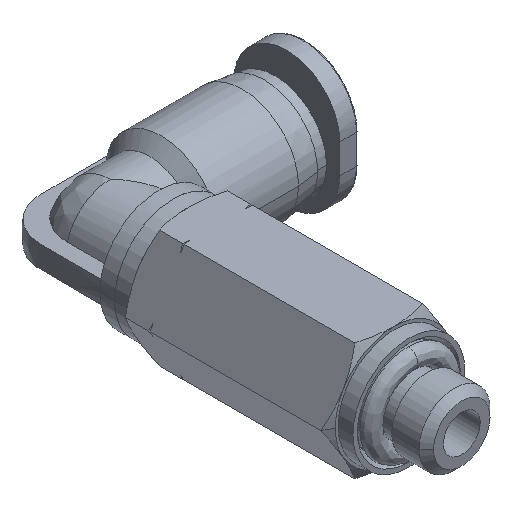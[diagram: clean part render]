
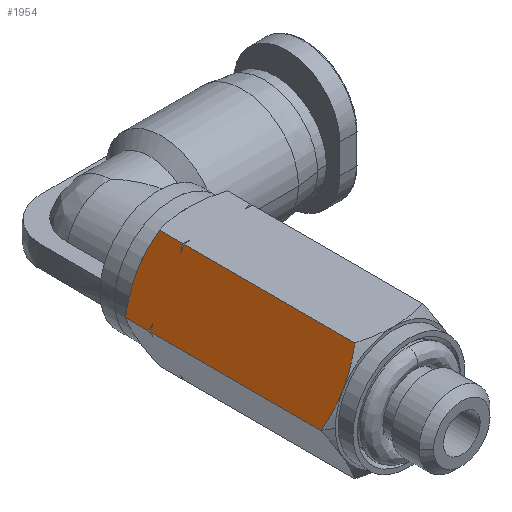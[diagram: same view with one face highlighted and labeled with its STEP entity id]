
A CAD part, isometric view. The second image highlights one B-rep face of the part: STEP entity #1954.
In plain terms, the highlighted planar face has unit normal (-0.866, 0, 0.5).
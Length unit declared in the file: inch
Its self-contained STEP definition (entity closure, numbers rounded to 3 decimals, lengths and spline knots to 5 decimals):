
#16 = ORIENTED_EDGE ( 'NONE', *, *, #3396, .F. ) ;
#71 = CARTESIAN_POINT ( 'NONE',  ( -0.18184, -0.59055, 0. ) ) ;
#128 = CARTESIAN_POINT ( 'NONE',  ( -0.18184, -0.05344, 0. ) ) ;
#137 = CARTESIAN_POINT ( 'NONE',  ( -0.18184, -0.116, 0. ) ) ;
#434 = EDGE_CURVE ( 'NONE', #3088, #2188, #901, .T. ) ;
#454 = ORIENTED_EDGE ( 'NONE', *, *, #2746, .T. ) ;
#494 = CARTESIAN_POINT ( 'NONE',  ( -0.09092, -0.05344, 0.15748 ) ) ;
#587 = ORIENTED_EDGE ( 'NONE', *, *, #4588, .T. ) ;
#600 = EDGE_CURVE ( 'NONE', #3594, #1894, #973, .T. ) ;
#626 = CARTESIAN_POINT ( 'NONE',  ( -0.09092, -0.12022, 0.15748 ) ) ;
#639 = VERTEX_POINT ( 'NONE', #3231 ) ;
#736 = CARTESIAN_POINT ( 'NONE',  ( -0.09382, -0.11678, 0.15247 ) ) ;
#822 = EDGE_CURVE ( 'NONE', #2345, #3523, #1095, .T. ) ;
#823 = CARTESIAN_POINT ( 'NONE',  ( -0.17334, -0.11811, 0.01472 ) ) ;
#827 = EDGE_CURVE ( 'NONE', #3523, #639, #1127, .T. ) ;
#853 = LINE ( 'NONE', #4160, #2667 ) ;
#901 = B_SPLINE_CURVE_WITH_KNOTS ( 'NONE', 3,
 ( #2000, #1609, #1592, #2049 ),
 .UNSPECIFIED., .F., .F.,
 ( 4, 4 ),
 ( 0., 0.00234 ),
 .UNSPECIFIED. ) ;
#933 = VERTEX_POINT ( 'NONE', #1623 ) ;
#973 = B_SPLINE_CURVE_WITH_KNOTS ( 'NONE', 3,
 ( #2579, #2957, #4779, #2547 ),
 .UNSPECIFIED., .F., .F.,
 ( 4, 4 ),
 ( 0., 1. ),
 .UNSPECIFIED. ) ;
#1027 = DIRECTION ( 'NONE',  ( 0., 1., 0. ) ) ;
#1083 = ORIENTED_EDGE ( 'NONE', *, *, #3469, .F. ) ;
#1095 = B_SPLINE_CURVE_WITH_KNOTS ( 'NONE', 3,
 ( #1163, #4654, #2410, #5026 ),
 .UNSPECIFIED., .F., .F.,
 ( 4, 4 ),
 ( 0., 1. ),
 .UNSPECIFIED. ) ;
#1110 = ORIENTED_EDGE ( 'NONE', *, *, #600, .F. ) ;
#1127 = B_SPLINE_CURVE_WITH_KNOTS ( 'NONE', 3,
 ( #4298, #1571, #736, #3600 ),
 .UNSPECIFIED., .F., .F.,
 ( 4, 4 ),
 ( 0., 1. ),
 .UNSPECIFIED. ) ;
#1163 = CARTESIAN_POINT ( 'NONE',  ( -0.09092, -0.12022, 0.15748 ) ) ;
#1186 = EDGE_LOOP ( 'NONE', ( #3379, #4226, #2302, #2623, #454, #587, #1083, #1463, #1110, #16, #4990, #2646 ) ) ;
#1356 = CARTESIAN_POINT ( 'NONE',  ( -0.10577, -0.04486, 0.13175 ) ) ;
#1414 = CARTESIAN_POINT ( 'NONE',  ( -0.13638, -0.59055, 0.07874 ) ) ;
#1419 = CARTESIAN_POINT ( 'NONE',  ( -0.17611, -0.11748, 0.00992 ) ) ;
#1463 = ORIENTED_EDGE ( 'NONE', *, *, #1486, .T. ) ;
#1486 = EDGE_CURVE ( 'NONE', #933, #1894, #1660, .T. ) ;
#1512 = AXIS2_PLACEMENT_3D ( 'NONE', #4015, #4730, #2500 ) ;
#1571 = CARTESIAN_POINT ( 'NONE',  ( -0.09665, -0.11748, 0.14756 ) ) ;
#1592 = CARTESIAN_POINT ( 'NONE',  ( -0.1519, -0.59055, 0.05187 ) ) ;
#1609 = CARTESIAN_POINT ( 'NONE',  ( -0.16699, -0.58506, 0.02573 ) ) ;
#1623 = CARTESIAN_POINT ( 'NONE',  ( -0.18184, -0.116, 0. ) ) ;
#1660 = B_SPLINE_CURVE_WITH_KNOTS ( 'NONE', 3,
 ( #137, #2659, #1419, #823 ),
 .UNSPECIFIED., .F., .F.,
 ( 4, 4 ),
 ( 0., 1. ),
 .UNSPECIFIED. ) ;
#1703 = VECTOR ( 'NONE', #1789, 39.37008 ) ;
#1762 = CARTESIAN_POINT ( 'NONE',  ( -0.12087, -0.03937, 0.10562 ) ) ;
#1772 = CARTESIAN_POINT ( 'NONE',  ( -0.18184, -0.05344, 0. ) ) ;
#1789 = DIRECTION ( 'NONE',  ( 0., 1., 0. ) ) ;
#1894 = VERTEX_POINT ( 'NONE', #4332 ) ;
#1901 = VERTEX_POINT ( 'NONE', #2045 ) ;
#1954 = ADVANCED_FACE ( 'NONE', ( #2788 ), #2071, .T. ) ;
#2000 = CARTESIAN_POINT ( 'NONE',  ( -0.18184, -0.57649, 0. ) ) ;
#2019 = B_SPLINE_CURVE_WITH_KNOTS ( 'NONE', 3,
 ( #494, #1356, #1762, #4458 ),
 .UNSPECIFIED., .F., .F.,
 ( 4, 4 ),
 ( 0., 0.00234 ),
 .UNSPECIFIED. ) ;
#2045 = CARTESIAN_POINT ( 'NONE',  ( -0.09092, -0.57649, 0.15748 ) ) ;
#2049 = CARTESIAN_POINT ( 'NONE',  ( -0.13638, -0.59055, 0.07874 ) ) ;
#2071 = PLANE ( 'NONE',  #1512 ) ;
#2168 = LINE ( 'NONE', #3585, #2929 ) ;
#2188 = VERTEX_POINT ( 'NONE', #1414 ) ;
#2252 = CARTESIAN_POINT ( 'NONE',  ( -0.1519, -0.03937, 0.05187 ) ) ;
#2302 = ORIENTED_EDGE ( 'NONE', *, *, #827, .T. ) ;
#2309 = CARTESIAN_POINT ( 'NONE',  ( -0.09942, -0.11811, 0.14276 ) ) ;
#2345 = VERTEX_POINT ( 'NONE', #626 ) ;
#2382 = VERTEX_POINT ( 'NONE', #4224 ) ;
#2410 = CARTESIAN_POINT ( 'NONE',  ( -0.09665, -0.11874, 0.14756 ) ) ;
#2432 = EDGE_CURVE ( 'NONE', #639, #2624, #2168, .T. ) ;
#2500 = DIRECTION ( 'NONE',  ( 0.5, 0., 0.866 ) ) ;
#2547 = CARTESIAN_POINT ( 'NONE',  ( -0.17334, -0.11811, 0.01472 ) ) ;
#2579 = CARTESIAN_POINT ( 'NONE',  ( -0.18184, -0.12022, 0. ) ) ;
#2623 = ORIENTED_EDGE ( 'NONE', *, *, #2432, .T. ) ;
#2624 = VERTEX_POINT ( 'NONE', #3287 ) ;
#2646 = ORIENTED_EDGE ( 'NONE', *, *, #3444, .T. ) ;
#2651 = CARTESIAN_POINT ( 'NONE',  ( -0.09092, -0.57649, 0.15748 ) ) ;
#2653 = CARTESIAN_POINT ( 'NONE',  ( -0.16699, -0.04486, 0.02573 ) ) ;
#2659 = CARTESIAN_POINT ( 'NONE',  ( -0.17895, -0.11678, 0.00501 ) ) ;
#2667 = VECTOR ( 'NONE', #3055, 39.37008 ) ;
#2746 = EDGE_CURVE ( 'NONE', #2624, #2382, #2019, .T. ) ;
#2788 = FACE_OUTER_BOUND ( 'NONE', #1186, .T. ) ;
#2879 = EDGE_CURVE ( 'NONE', #1901, #2345, #4204, .T. ) ;
#2929 = VECTOR ( 'NONE', #4301, 39.37008 ) ;
#2957 = CARTESIAN_POINT ( 'NONE',  ( -0.17897, -0.11945, 0.00497 ) ) ;
#3054 = CARTESIAN_POINT ( 'NONE',  ( -0.09092, -0.59055, 0.15748 ) ) ;
#3055 = DIRECTION ( 'NONE',  ( 0., 1., 0. ) ) ;
#3088 = VERTEX_POINT ( 'NONE', #3536 ) ;
#3191 = B_SPLINE_CURVE_WITH_KNOTS ( 'NONE', 3,
 ( #4877, #2252, #2653, #128 ),
 .UNSPECIFIED., .F., .F.,
 ( 4, 4 ),
 ( 0., 0.00234 ),
 .UNSPECIFIED. ) ;
#3231 = CARTESIAN_POINT ( 'NONE',  ( -0.09092, -0.116, 0.15748 ) ) ;
#3287 = CARTESIAN_POINT ( 'NONE',  ( -0.09092, -0.05344, 0.15748 ) ) ;
#3379 = ORIENTED_EDGE ( 'NONE', *, *, #2879, .T. ) ;
#3396 = EDGE_CURVE ( 'NONE', #3088, #3594, #3914, .T. ) ;
#3439 = CARTESIAN_POINT ( 'NONE',  ( -0.13638, -0.59055, 0.07874 ) ) ;
#3444 = EDGE_CURVE ( 'NONE', #2188, #1901, #3986, .T. ) ;
#3469 = EDGE_CURVE ( 'NONE', #933, #3873, #853, .T. ) ;
#3523 = VERTEX_POINT ( 'NONE', #2309 ) ;
#3536 = CARTESIAN_POINT ( 'NONE',  ( -0.18184, -0.57649, 0. ) ) ;
#3562 = CARTESIAN_POINT ( 'NONE',  ( -0.18184, -0.12022, 0. ) ) ;
#3585 = CARTESIAN_POINT ( 'NONE',  ( -0.09092, -0.59055, 0.15748 ) ) ;
#3594 = VERTEX_POINT ( 'NONE', #3562 ) ;
#3600 = CARTESIAN_POINT ( 'NONE',  ( -0.09092, -0.116, 0.15748 ) ) ;
#3873 = VERTEX_POINT ( 'NONE', #1772 ) ;
#3914 = LINE ( 'NONE', #71, #1703 ) ;
#3986 = B_SPLINE_CURVE_WITH_KNOTS ( 'NONE', 3,
 ( #3439, #4499, #4875, #2651 ),
 .UNSPECIFIED., .F., .F.,
 ( 4, 4 ),
 ( 0., 0.00234 ),
 .UNSPECIFIED. ) ;
#4015 = CARTESIAN_POINT ( 'NONE',  ( -0.09092, -0.59055, 0.15748 ) ) ;
#4160 = CARTESIAN_POINT ( 'NONE',  ( -0.18184, -0.59055, 0. ) ) ;
#4204 = LINE ( 'NONE', #3054, #4822 ) ;
#4224 = CARTESIAN_POINT ( 'NONE',  ( -0.13638, -0.03937, 0.07874 ) ) ;
#4226 = ORIENTED_EDGE ( 'NONE', *, *, #822, .T. ) ;
#4298 = CARTESIAN_POINT ( 'NONE',  ( -0.09942, -0.11811, 0.14276 ) ) ;
#4301 = DIRECTION ( 'NONE',  ( 0., 1., 0. ) ) ;
#4332 = CARTESIAN_POINT ( 'NONE',  ( -0.17334, -0.11811, 0.01472 ) ) ;
#4458 = CARTESIAN_POINT ( 'NONE',  ( -0.13638, -0.03937, 0.07874 ) ) ;
#4499 = CARTESIAN_POINT ( 'NONE',  ( -0.12087, -0.59055, 0.10562 ) ) ;
#4588 = EDGE_CURVE ( 'NONE', #2382, #3873, #3191, .T. ) ;
#4654 = CARTESIAN_POINT ( 'NONE',  ( -0.09382, -0.11944, 0.15247 ) ) ;
#4730 = DIRECTION ( 'NONE',  ( -0.866, 0., 0.5 ) ) ;
#4779 = CARTESIAN_POINT ( 'NONE',  ( -0.17614, -0.11875, 0.00987 ) ) ;
#4822 = VECTOR ( 'NONE', #1027, 39.37008 ) ;
#4875 = CARTESIAN_POINT ( 'NONE',  ( -0.10577, -0.58506, 0.13175 ) ) ;
#4877 = CARTESIAN_POINT ( 'NONE',  ( -0.13638, -0.03937, 0.07874 ) ) ;
#4990 = ORIENTED_EDGE ( 'NONE', *, *, #434, .T. ) ;
#5026 = CARTESIAN_POINT ( 'NONE',  ( -0.09942, -0.11811, 0.14276 ) ) ;
